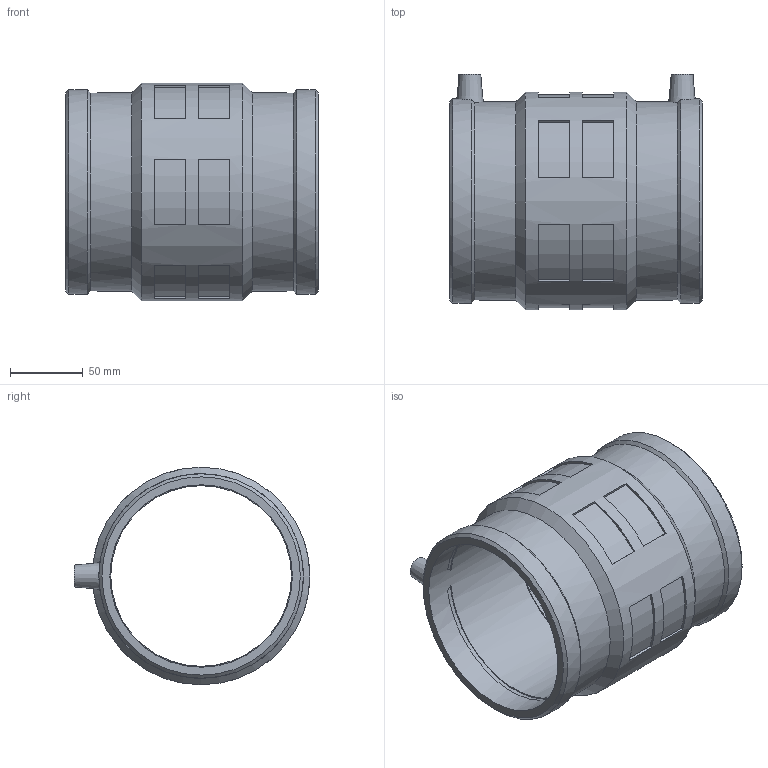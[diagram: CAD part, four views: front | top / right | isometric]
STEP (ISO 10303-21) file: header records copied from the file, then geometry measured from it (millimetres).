
FILE_DESCRIPTION(/* description */ ('PLASSON LIGHTFIT COUPLER 125'),/* implementation_level */ '2;1');
FILE_NAME(/* name */ '460104125.ipt.stp',/* time_stamp */ '2017-11-06T09:09:26+02:00',/* author */ ('KIM'),/* organization */ (''),/* preprocessor_version */ 'ST-DEVELOPER v15.6',/* originating_system */ 'Autodesk Inventor 2015',/* authorisation */ '');
FILE_SCHEMA (('AUTOMOTIVE_DESIGN { 1 0 10303 214 3 1 1 }'));
Length unit declared in the file: millimetre
Products named in the file (1): 460104125
Bounding box: 173 x 161.5 x 149 mm (x, y, z)
Volume: 622565.6 mm3; surface area: 159832.4 mm2
Topology: 1 solids, 1 shells, 98 faces, 228 edges, 150 vertices
Faces by surface type: plane 60, cylinder 24, cone 14
Full cylindrical faces by diameter (mm): 4 x2, 10 x2, 123.75 x1, 125 x2, 135.858 x2, 140.06 x2, 149 x1
Entity records: 2748 total; most frequent: CARTESIAN_POINT 585, DIRECTION 458, ORIENTED_EDGE 396, EDGE_CURVE 198, AXIS2_PLACEMENT_3D 181, VERTEX_POINT 140, EDGE_LOOP 138, FACE_OUTER_BOUND 98
